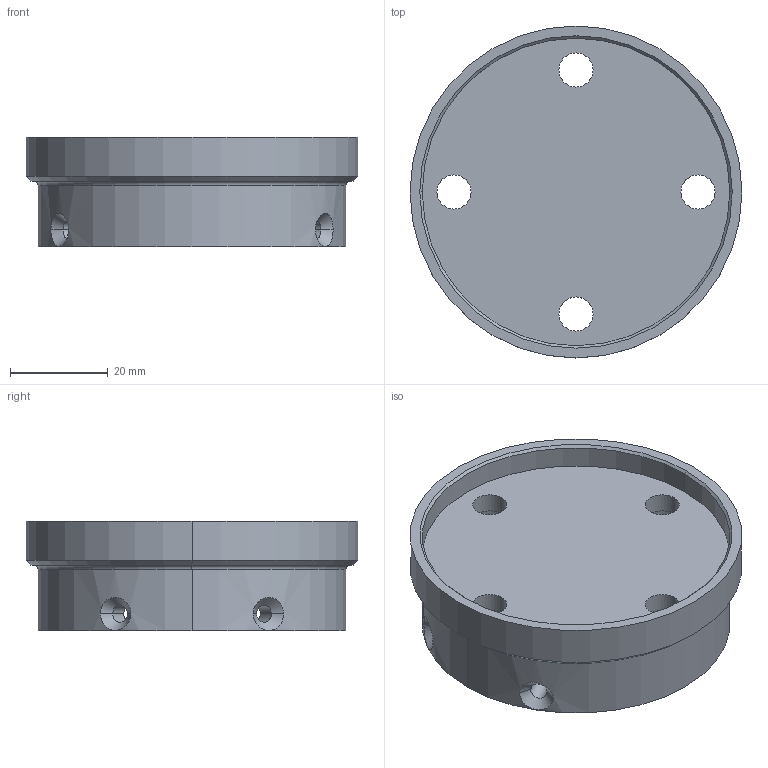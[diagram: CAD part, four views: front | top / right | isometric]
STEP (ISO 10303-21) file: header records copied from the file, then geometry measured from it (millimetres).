
FILE_DESCRIPTION (( 'STEP AP203' ), '1' );
FILE_NAME ('JAKA-S5儂迮旋蛌諉楊擘.STEP', '2025-10-30T01:31:02', ( '' ), ( '' ), 'SwSTEP 2.0', 'SolidWorks 2020', '' );
FILE_SCHEMA (( 'CONFIG_CONTROL_DESIGN' ));
Length unit declared in the file: millimetre
Products named in the file (1): JAKA-S5儂迮旋蛌諉楊擘
Bounding box: 68 x 68 x 22.5 mm (x, y, z)
Volume: 28873.3 mm3; surface area: 15254.1 mm2
Topology: 1 solids, 1 shells, 58 faces, 145 edges, 92 vertices
Faces by surface type: cylinder 35, bspline 8, cone 8, plane 5, torus 2
Entity records: 6476 total; most frequent: CARTESIAN_POINT 5036, ORIENTED_EDGE 290, DIRECTION 265, EDGE_CURVE 145, AXIS2_PLACEMENT_3D 113, VERTEX_POINT 92, EDGE_LOOP 77, CIRCLE 62
